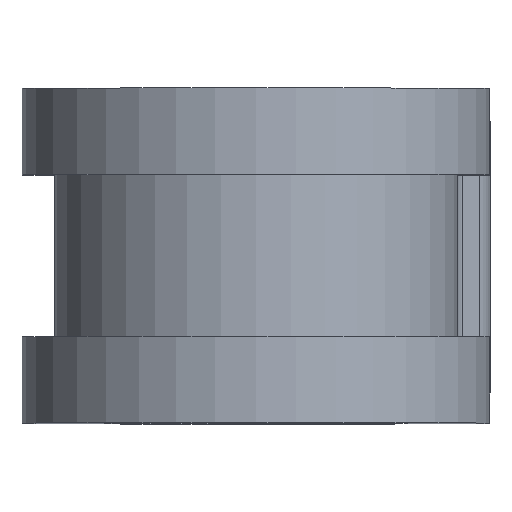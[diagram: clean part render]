
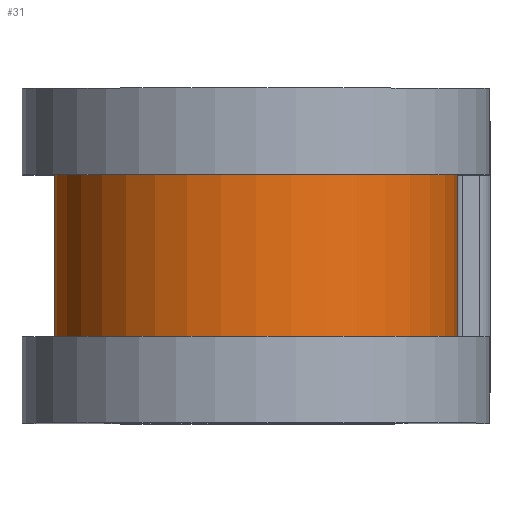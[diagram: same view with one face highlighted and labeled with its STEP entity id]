
A CAD part, top view. The second image highlights one B-rep face of the part: STEP entity #31.
In plain terms, the highlighted cylindrical face has radius 9.474 mm (diameter 18.948 mm), a partial arc.
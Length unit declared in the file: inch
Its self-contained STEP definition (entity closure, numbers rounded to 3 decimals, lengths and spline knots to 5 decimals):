
#31 = ADVANCED_FACE ( 'NONE', ( #1037 ), #1405, .T. ) ;
#71 = VERTEX_POINT ( 'NONE', #628 ) ;
#199 = DIRECTION ( 'NONE',  ( 0., -1., 0. ) ) ;
#245 = AXIS2_PLACEMENT_3D ( 'NONE', #1775, #2119, #1584 ) ;
#273 = ORIENTED_EDGE ( 'NONE', *, *, #315, .T. ) ;
#315 = EDGE_CURVE ( 'NONE', #71, #364, #1706, .T. ) ;
#316 = LINE ( 'NONE', #1010, #752 ) ;
#336 = EDGE_CURVE ( 'NONE', #632, #512, #598, .T. ) ;
#364 = VERTEX_POINT ( 'NONE', #904 ) ;
#406 = CARTESIAN_POINT ( 'NONE',  ( -0.373, -0.15, 0.562 ) ) ;
#512 = VERTEX_POINT ( 'NONE', #406 ) ;
#556 = DIRECTION ( 'NONE',  ( 0., -1., 0. ) ) ;
#598 = CIRCLE ( 'NONE', #1293, 0.373 ) ;
#628 = CARTESIAN_POINT ( 'NONE',  ( 0.373, 0.15, 0.562 ) ) ;
#632 = VERTEX_POINT ( 'NONE', #1856 ) ;
#650 = AXIS2_PLACEMENT_3D ( 'NONE', #1521, #556, #1685 ) ;
#665 = EDGE_LOOP ( 'NONE', ( #1588, #273, #1210, #821 ) ) ;
#752 = VECTOR ( 'NONE', #1169, 39.37008 ) ;
#821 = ORIENTED_EDGE ( 'NONE', *, *, #336, .F. ) ;
#833 = DIRECTION ( 'NONE',  ( 0., -1., 0. ) ) ;
#904 = CARTESIAN_POINT ( 'NONE',  ( -0.373, 0.15, 0.562 ) ) ;
#1010 = CARTESIAN_POINT ( 'NONE',  ( 0.373, 0.25, 0.562 ) ) ;
#1037 = FACE_OUTER_BOUND ( 'NONE', #665, .T. ) ;
#1101 = LINE ( 'NONE', #1296, #1470 ) ;
#1169 = DIRECTION ( 'NONE',  ( 0., -1., 0. ) ) ;
#1210 = ORIENTED_EDGE ( 'NONE', *, *, #1667, .T. ) ;
#1213 = CARTESIAN_POINT ( 'NONE',  ( 0., -0.15, 0.562 ) ) ;
#1293 = AXIS2_PLACEMENT_3D ( 'NONE', #1213, #199, #1369 ) ;
#1296 = CARTESIAN_POINT ( 'NONE',  ( -0.373, 0.25, 0.562 ) ) ;
#1369 = DIRECTION ( 'NONE',  ( 0., 0., -1. ) ) ;
#1405 = CYLINDRICAL_SURFACE ( 'NONE', #245, 0.373 ) ;
#1470 = VECTOR ( 'NONE', #833, 39.37008 ) ;
#1521 = CARTESIAN_POINT ( 'NONE',  ( 0., 0.15, 0.562 ) ) ;
#1584 = DIRECTION ( 'NONE',  ( 0., 0., -1. ) ) ;
#1588 = ORIENTED_EDGE ( 'NONE', *, *, #1793, .F. ) ;
#1667 = EDGE_CURVE ( 'NONE', #364, #512, #1101, .T. ) ;
#1685 = DIRECTION ( 'NONE',  ( 0., 0., -1. ) ) ;
#1706 = CIRCLE ( 'NONE', #650, 0.373 ) ;
#1775 = CARTESIAN_POINT ( 'NONE',  ( 0., 0.25, 0.562 ) ) ;
#1793 = EDGE_CURVE ( 'NONE', #71, #632, #316, .T. ) ;
#1856 = CARTESIAN_POINT ( 'NONE',  ( 0.373, -0.15, 0.562 ) ) ;
#2119 = DIRECTION ( 'NONE',  ( 0., -1., 0. ) ) ;
